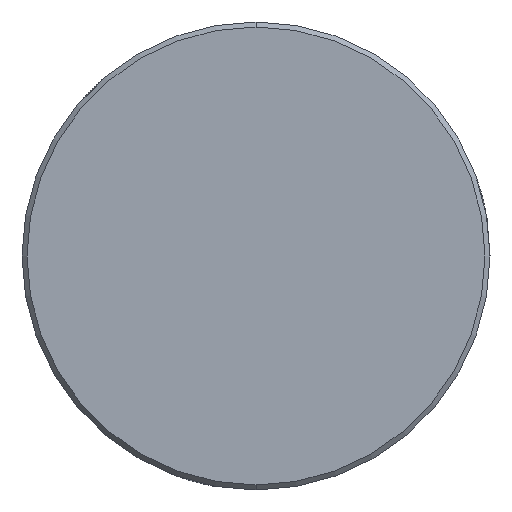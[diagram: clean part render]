
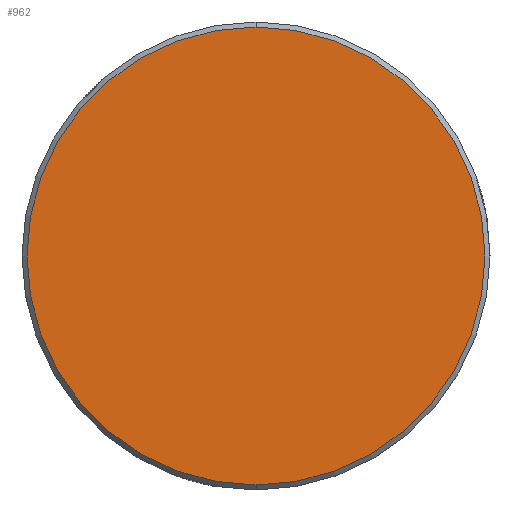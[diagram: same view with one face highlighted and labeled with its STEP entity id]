
A CAD part, left-side view. The second image highlights one B-rep face of the part: STEP entity #962.
In plain terms, the highlighted planar face has unit normal (-1, 0, 0).
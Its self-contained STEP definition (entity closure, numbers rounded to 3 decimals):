
#5 = VERTEX_POINT ( 'NONE', #652 ) ;
#39 = DIRECTION ( 'NONE',  ( 0., 0., -1. ) ) ;
#90 = EDGE_CURVE ( 'NONE', #1041, #5, #828, .T. ) ;
#100 = FACE_OUTER_BOUND ( 'NONE', #475, .T. ) ;
#139 = DIRECTION ( 'NONE',  ( -1., 0., 0. ) ) ;
#148 = EDGE_CURVE ( 'NONE', #5, #1041, #657, .T. ) ;
#240 = DIRECTION ( 'NONE',  ( -1., 0., 0. ) ) ;
#308 = CARTESIAN_POINT ( 'NONE',  ( -188., -13.864, -13.864 ) ) ;
#387 = ORIENTED_EDGE ( 'NONE', *, *, #148, .T. ) ;
#409 = DIRECTION ( 'NONE',  ( 0., 0., 1. ) ) ;
#475 = EDGE_LOOP ( 'NONE', ( #387, #531 ) ) ;
#531 = ORIENTED_EDGE ( 'NONE', *, *, #90, .T. ) ;
#652 = CARTESIAN_POINT ( 'NONE',  ( -188., 0., -13.7 ) ) ;
#657 = CIRCLE ( 'NONE', #885, 13.7 ) ;
#669 = CARTESIAN_POINT ( 'NONE',  ( -188., 0., 0. ) ) ;
#679 = CARTESIAN_POINT ( 'NONE',  ( -188., 0., 0. ) ) ;
#698 = CARTESIAN_POINT ( 'NONE',  ( -188., 0., 13.7 ) ) ;
#765 = PLANE ( 'NONE',  #811 ) ;
#811 = AXIS2_PLACEMENT_3D ( 'NONE', #308, #848, #409 ) ;
#828 = CIRCLE ( 'NONE', #1037, 13.7 ) ;
#848 = DIRECTION ( 'NONE',  ( -1., 0., 0. ) ) ;
#885 = AXIS2_PLACEMENT_3D ( 'NONE', #679, #240, #944 ) ;
#944 = DIRECTION ( 'NONE',  ( 0., 0., -1. ) ) ;
#962 = ADVANCED_FACE ( 'NONE', ( #100 ), #765, .T. ) ;
#1037 = AXIS2_PLACEMENT_3D ( 'NONE', #669, #139, #39 ) ;
#1041 = VERTEX_POINT ( 'NONE', #698 ) ;
